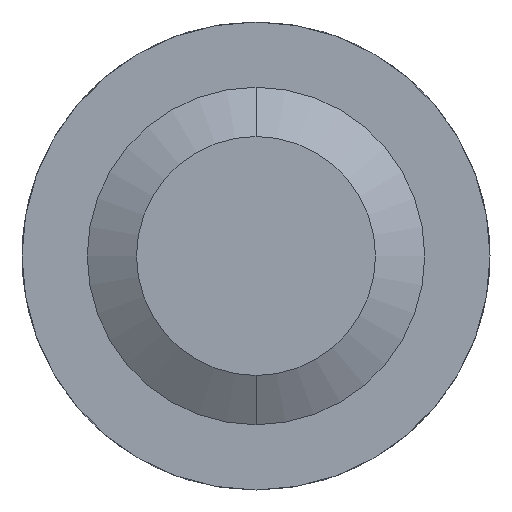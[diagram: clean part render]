
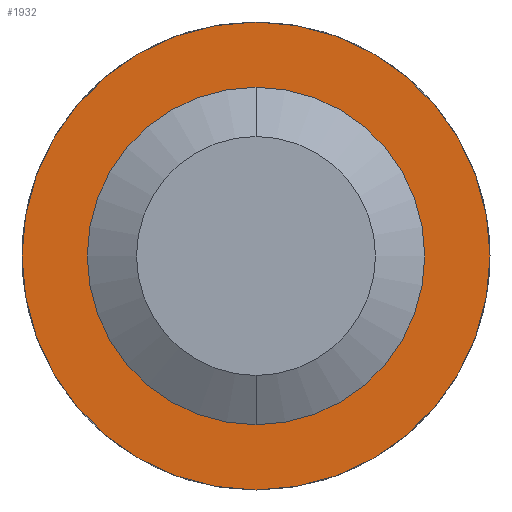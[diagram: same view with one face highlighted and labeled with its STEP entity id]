
A CAD part, front view. The second image highlights one B-rep face of the part: STEP entity #1932.
In plain terms, the highlighted planar face has unit normal (0, -1, 0).
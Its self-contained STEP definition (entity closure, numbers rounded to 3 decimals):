
#292 = DIRECTION ( 'NONE',  ( 0., 0., 1. ) ) ;
#354 = DIRECTION ( 'NONE',  ( 0., 0., 1. ) ) ;
#409 = VERTEX_POINT ( 'NONE', #988 ) ;
#412 = CARTESIAN_POINT ( 'NONE',  ( 0., -2.5, 0. ) ) ;
#515 = DIRECTION ( 'NONE',  ( 0., 0., 1. ) ) ;
#565 = CIRCLE ( 'NONE', #2466, 0.95 ) ;
#583 = DIRECTION ( 'NONE',  ( 0., 1., 0. ) ) ;
#591 = DIRECTION ( 'NONE',  ( 0., 0., 1. ) ) ;
#667 = EDGE_CURVE ( 'Defeature ausgef�hrt1_4+Defeature ausgef�hrt1_5+Defeature ausgef�hrt1_5+Defeature ausgef�hrt1_5', #2475, #409, #565, .T. ) ;
#898 = EDGE_CURVE ( 'Defeature ausgef�hrt1_5+Defeature ausgef�hrt1_6+Defeature ausgef�hrt1_6+Defeature ausgef�hrt1_6', #1684, #938, #3198, .T. ) ;
#938 = VERTEX_POINT ( 'NONE', #3554 ) ;
#988 = CARTESIAN_POINT ( 'NONE',  ( 0., -2.5, -0.95 ) ) ;
#1147 = AXIS2_PLACEMENT_3D ( 'NONE', #412, #3743, #1322 ) ;
#1224 = EDGE_CURVE ( 'Defeature ausgef�hrt1_4+Defeature ausgef�hrt1_5+Defeature ausgef�hrt1_5+Defeature ausgef�hrt1_5', #409, #2475, #2210, .T. ) ;
#1322 = DIRECTION ( 'NONE',  ( 0., 0., 1. ) ) ;
#1482 = CARTESIAN_POINT ( 'NONE',  ( 0., -2.5, 0.95 ) ) ;
#1517 = CARTESIAN_POINT ( 'NONE',  ( 0.95, -2.5, 0. ) ) ;
#1684 = VERTEX_POINT ( 'NONE', #2990 ) ;
#1932 = ADVANCED_FACE ( 'Defeature ausgef�hrt1_5', ( #3586, #3254 ), #3047, .F. ) ;
#2070 = ORIENTED_EDGE ( 'NONE', *, *, #667, .F. ) ;
#2210 = CIRCLE ( 'NONE', #1147, 0.95 ) ;
#2224 = AXIS2_PLACEMENT_3D ( 'NONE', #1517, #3337, #591 ) ;
#2466 = AXIS2_PLACEMENT_3D ( 'NONE', #2545, #2519, #354 ) ;
#2475 = VERTEX_POINT ( 'NONE', #1482 ) ;
#2506 = EDGE_CURVE ( 'Defeature ausgef�hrt1_5+Defeature ausgef�hrt1_6+Defeature ausgef�hrt1_6+Defeature ausgef�hrt1_6', #938, #1684, #2913, .T. ) ;
#2519 = DIRECTION ( 'NONE',  ( 0., 1., 0. ) ) ;
#2545 = CARTESIAN_POINT ( 'NONE',  ( 0., -2.5, 0. ) ) ;
#2767 = EDGE_LOOP ( 'NONE', ( #2070, #3541 ) ) ;
#2904 = DIRECTION ( 'NONE',  ( 0., 1., 0. ) ) ;
#2913 = CIRCLE ( 'NONE', #2919, 0.685 ) ;
#2919 = AXIS2_PLACEMENT_3D ( 'NONE', #3073, #583, #292 ) ;
#2920 = CARTESIAN_POINT ( 'NONE',  ( 0., -2.5, 0. ) ) ;
#2990 = CARTESIAN_POINT ( 'NONE',  ( 0., -2.5, 0.685 ) ) ;
#3047 = PLANE ( 'NONE',  #2224 ) ;
#3073 = CARTESIAN_POINT ( 'NONE',  ( 0., -2.5, 0. ) ) ;
#3198 = CIRCLE ( 'NONE', #3783, 0.685 ) ;
#3207 = ORIENTED_EDGE ( 'NONE', *, *, #898, .T. ) ;
#3254 = FACE_BOUND ( 'NONE', #3499, .T. ) ;
#3337 = DIRECTION ( 'NONE',  ( 0., 1., 0. ) ) ;
#3499 = EDGE_LOOP ( 'NONE', ( #3207, #3567 ) ) ;
#3541 = ORIENTED_EDGE ( 'NONE', *, *, #1224, .F. ) ;
#3554 = CARTESIAN_POINT ( 'NONE',  ( 0., -2.5, -0.685 ) ) ;
#3567 = ORIENTED_EDGE ( 'NONE', *, *, #2506, .T. ) ;
#3586 = FACE_OUTER_BOUND ( 'NONE', #2767, .T. ) ;
#3743 = DIRECTION ( 'NONE',  ( 0., 1., 0. ) ) ;
#3783 = AXIS2_PLACEMENT_3D ( 'NONE', #2920, #2904, #515 ) ;
